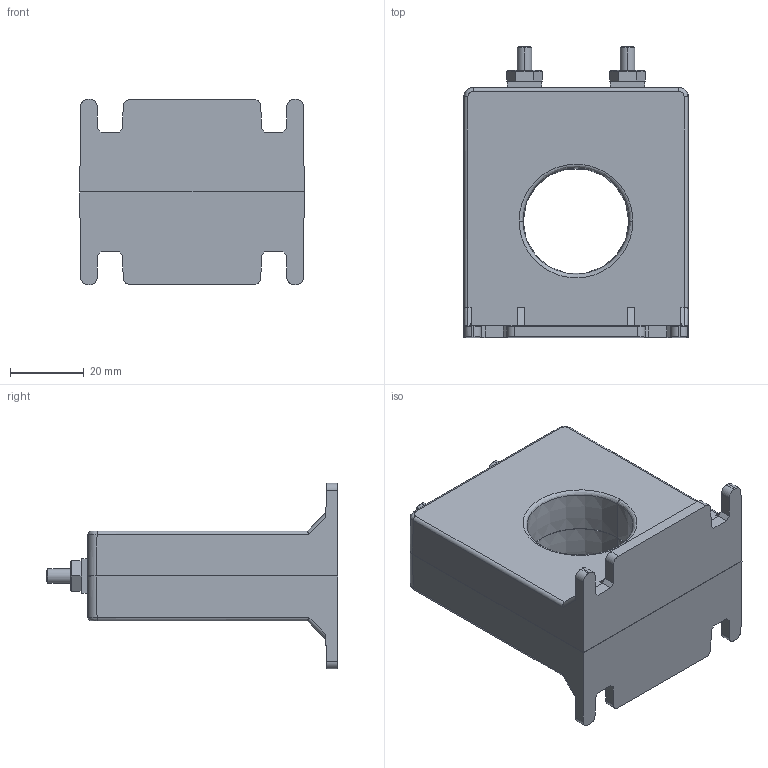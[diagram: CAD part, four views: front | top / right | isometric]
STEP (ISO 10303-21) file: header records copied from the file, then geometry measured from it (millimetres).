
FILE_DESCRIPTION (( 'STEP AP214' ), '1' );
FILE_NAME ('2SFT-500.STEP', '2025-02-12T20:21:33', ( '' ), ( '' ), 'SwSTEP 2.0', 'SolidWorks 2021', '' );
FILE_SCHEMA (( 'AUTOMOTIVE_DESIGN' ));
Length unit declared in the file: inch
Products named in the file (1): 2SFT-500
Bounding box: 61 x 79.32 x 50.4 mm (x, y, z)
Volume: 89626.2 mm3; surface area: 25849.6 mm2
Topology: 1 solids, 1 shells, 245 faces, 659 edges, 426 vertices
Faces by surface type: plane 183, cylinder 38, bspline 16, cone 8
Entity records: 8050 total; most frequent: CARTESIAN_POINT 2081, ORIENTED_EDGE 1318, DIRECTION 1092, EDGE_CURVE 659, LINE 536, VECTOR 536, VERTEX_POINT 426, AXIS2_PLACEMENT_3D 278
